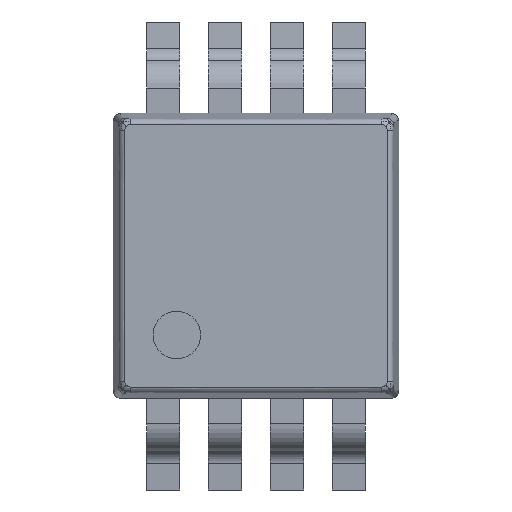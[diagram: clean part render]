
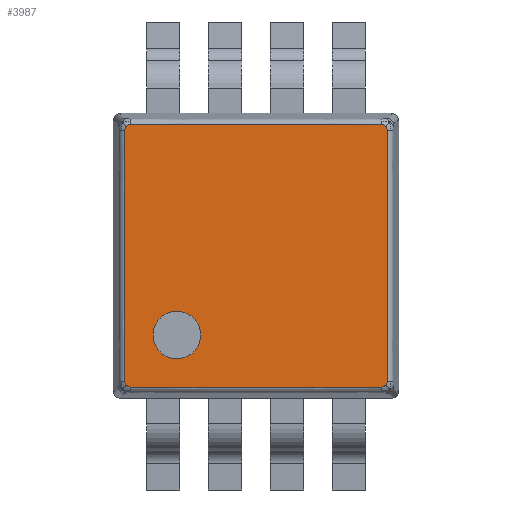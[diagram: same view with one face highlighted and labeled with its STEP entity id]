
A CAD part, top view. The second image highlights one B-rep face of the part: STEP entity #3987.
In plain terms, the highlighted planar face has unit normal (0, 0, 1).
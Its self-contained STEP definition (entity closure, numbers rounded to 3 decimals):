
#15=FACE_BOUND('',#849,.T.);
#182=B_SPLINE_CURVE_WITH_KNOTS('',3,(#9869,#9870,#9871,#9872),
 .UNSPECIFIED.,.F.,.F.,(4,4),(-0.207,0.057),
 .UNSPECIFIED.);
#189=B_SPLINE_CURVE_WITH_KNOTS('',3,(#10062,#10063,#10064,#10065),
 .UNSPECIFIED.,.F.,.F.,(4,4),(-0.207,0.057),
 .UNSPECIFIED.);
#191=B_SPLINE_CURVE_WITH_KNOTS('',3,(#10098,#10099,#10100,#10101),
 .UNSPECIFIED.,.F.,.F.,(4,4),(-0.207,0.057),
 .UNSPECIFIED.);
#195=B_SPLINE_CURVE_WITH_KNOTS('',3,(#10170,#10171,#10172,#10173),
 .UNSPECIFIED.,.F.,.F.,(4,4),(-0.207,0.057),
 .UNSPECIFIED.);
#613=FACE_OUTER_BOUND('',#848,.T.);
#848=EDGE_LOOP('',(#3644,#3645,#3646,#3647,#3648,#3649,#3650,#3651,#3652,
#3653,#3654,#3655));
#849=EDGE_LOOP('',(#3656));
#1405=CIRCLE('',#4195,0.057);
#1410=CIRCLE('',#4200,0.057);
#1422=CIRCLE('',#4212,0.057);
#1427=CIRCLE('',#4217,0.057);
#1469=CIRCLE('',#4260,0.25);
#1478=CIRCLE('',#4270,0.057);
#1479=CIRCLE('',#4271,0.057);
#1481=CIRCLE('',#4273,0.057);
#1482=CIRCLE('',#4274,0.057);
#1703=VERTEX_POINT('',#6071);
#1704=VERTEX_POINT('',#6078);
#1715=VERTEX_POINT('',#6329);
#1716=VERTEX_POINT('',#6336);
#1743=VERTEX_POINT('',#6943);
#1744=VERTEX_POINT('',#6950);
#1755=VERTEX_POINT('',#7201);
#1756=VERTEX_POINT('',#7208);
#1853=VERTEX_POINT('',#9316);
#1862=VERTEX_POINT('',#9787);
#1863=VERTEX_POINT('',#9830);
#1865=VERTEX_POINT('',#9980);
#1866=VERTEX_POINT('',#10023);
#2195=EDGE_CURVE('',#1703,#1704,#1405,.T.);
#2211=EDGE_CURVE('',#1715,#1716,#1410,.T.);
#2249=EDGE_CURVE('',#1743,#1744,#1422,.T.);
#2265=EDGE_CURVE('',#1755,#1756,#1427,.T.);
#2397=EDGE_CURVE('',#1853,#1853,#1469,.T.);
#2423=EDGE_CURVE('',#1862,#1755,#1478,.T.);
#2425=EDGE_CURVE('',#1863,#1743,#1479,.T.);
#2427=EDGE_CURVE('',#1756,#1863,#182,.T.);
#2433=EDGE_CURVE('',#1865,#1715,#1481,.T.);
#2435=EDGE_CURVE('',#1866,#1703,#1482,.T.);
#2437=EDGE_CURVE('',#1744,#1866,#189,.T.);
#2439=EDGE_CURVE('',#1704,#1865,#191,.T.);
#2443=EDGE_CURVE('',#1716,#1862,#195,.T.);
#3644=ORIENTED_EDGE('',*,*,#2435,.F.);
#3645=ORIENTED_EDGE('',*,*,#2437,.F.);
#3646=ORIENTED_EDGE('',*,*,#2249,.F.);
#3647=ORIENTED_EDGE('',*,*,#2425,.F.);
#3648=ORIENTED_EDGE('',*,*,#2427,.F.);
#3649=ORIENTED_EDGE('',*,*,#2265,.F.);
#3650=ORIENTED_EDGE('',*,*,#2423,.F.);
#3651=ORIENTED_EDGE('',*,*,#2443,.F.);
#3652=ORIENTED_EDGE('',*,*,#2211,.F.);
#3653=ORIENTED_EDGE('',*,*,#2433,.F.);
#3654=ORIENTED_EDGE('',*,*,#2439,.F.);
#3655=ORIENTED_EDGE('',*,*,#2195,.F.);
#3656=ORIENTED_EDGE('',*,*,#2397,.T.);
#3753=PLANE('',#4284);
#3987=ADVANCED_FACE('',(#613,#15),#3753,.T.);
#4195=AXIS2_PLACEMENT_3D('',#6079,#4887,#4888);
#4200=AXIS2_PLACEMENT_3D('',#6337,#4897,#4898);
#4212=AXIS2_PLACEMENT_3D('',#6951,#4921,#4922);
#4217=AXIS2_PLACEMENT_3D('',#7209,#4931,#4932);
#4260=AXIS2_PLACEMENT_3D('',#9317,#5017,#5018);
#4270=AXIS2_PLACEMENT_3D('',#9793,#5038,#5039);
#4271=AXIS2_PLACEMENT_3D('',#9836,#5040,#5041);
#4273=AXIS2_PLACEMENT_3D('',#9986,#5044,#5045);
#4274=AXIS2_PLACEMENT_3D('',#10029,#5046,#5047);
#4284=AXIS2_PLACEMENT_3D('',#10535,#5066,#5067);
#4887=DIRECTION('center_axis',(0.,0.,-1.));
#4888=DIRECTION('ref_axis',(0.707,-0.707,0.));
#4897=DIRECTION('center_axis',(0.,0.,-1.));
#4898=DIRECTION('ref_axis',(-0.707,-0.707,0.));
#4921=DIRECTION('center_axis',(0.,0.,-1.));
#4922=DIRECTION('ref_axis',(0.707,0.707,0.));
#4931=DIRECTION('center_axis',(0.,0.,-1.));
#4932=DIRECTION('ref_axis',(-0.707,0.707,0.));
#5017=DIRECTION('center_axis',(0.,0.,-1.));
#5018=DIRECTION('ref_axis',(-1.,0.,0.));
#5038=DIRECTION('center_axis',(0.,0.,-1.));
#5039=DIRECTION('ref_axis',(-0.707,0.707,0.));
#5040=DIRECTION('center_axis',(0.,0.,-1.));
#5041=DIRECTION('ref_axis',(0.707,0.707,0.));
#5044=DIRECTION('center_axis',(0.,0.,-1.));
#5045=DIRECTION('ref_axis',(-0.707,-0.707,0.));
#5046=DIRECTION('center_axis',(0.,0.,-1.));
#5047=DIRECTION('ref_axis',(0.707,-0.707,0.));
#5066=DIRECTION('center_axis',(0.,0.,1.));
#5067=DIRECTION('ref_axis',(1.,0.,0.));
#6071=CARTESIAN_POINT('',(1.363,-1.363,1.05));
#6078=CARTESIAN_POINT('',(1.322,-1.379,1.05));
#6079=CARTESIAN_POINT('Origin',(1.322,-1.322,1.05));
#6329=CARTESIAN_POINT('',(-1.363,-1.363,1.05));
#6336=CARTESIAN_POINT('',(-1.379,-1.322,1.05));
#6337=CARTESIAN_POINT('Origin',(-1.322,-1.322,1.05));
#6943=CARTESIAN_POINT('',(1.363,1.363,1.05));
#6950=CARTESIAN_POINT('',(1.379,1.322,1.05));
#6951=CARTESIAN_POINT('Origin',(1.322,1.322,1.05));
#7201=CARTESIAN_POINT('',(-1.363,1.363,1.05));
#7208=CARTESIAN_POINT('',(-1.322,1.379,1.05));
#7209=CARTESIAN_POINT('Origin',(-1.322,1.322,1.05));
#9316=CARTESIAN_POINT('',(-0.582,-0.832,1.05));
#9317=CARTESIAN_POINT('Origin',(-0.832,-0.832,1.05));
#9787=CARTESIAN_POINT('',(-1.379,1.322,1.05));
#9793=CARTESIAN_POINT('Origin',(-1.322,1.322,1.05));
#9830=CARTESIAN_POINT('',(1.322,1.379,1.05));
#9836=CARTESIAN_POINT('Origin',(1.322,1.322,1.05));
#9869=CARTESIAN_POINT('Ctrl Pts',(-1.322,1.379,1.05));
#9870=CARTESIAN_POINT('Ctrl Pts',(-0.441,1.379,1.05));
#9871=CARTESIAN_POINT('Ctrl Pts',(0.441,1.379,1.05));
#9872=CARTESIAN_POINT('Ctrl Pts',(1.322,1.379,1.05));
#9980=CARTESIAN_POINT('',(-1.322,-1.379,1.05));
#9986=CARTESIAN_POINT('Origin',(-1.322,-1.322,1.05));
#10023=CARTESIAN_POINT('',(1.379,-1.322,1.05));
#10029=CARTESIAN_POINT('Origin',(1.322,-1.322,1.05));
#10062=CARTESIAN_POINT('Ctrl Pts',(1.379,1.322,1.05));
#10063=CARTESIAN_POINT('Ctrl Pts',(1.379,0.441,1.05));
#10064=CARTESIAN_POINT('Ctrl Pts',(1.379,-0.441,
1.05));
#10065=CARTESIAN_POINT('Ctrl Pts',(1.379,-1.322,1.05));
#10098=CARTESIAN_POINT('Ctrl Pts',(1.322,-1.379,1.05));
#10099=CARTESIAN_POINT('Ctrl Pts',(0.441,-1.379,
1.05));
#10100=CARTESIAN_POINT('Ctrl Pts',(-0.441,-1.379,
1.05));
#10101=CARTESIAN_POINT('Ctrl Pts',(-1.322,-1.379,
1.05));
#10170=CARTESIAN_POINT('Ctrl Pts',(-1.379,-1.322,
1.05));
#10171=CARTESIAN_POINT('Ctrl Pts',(-1.379,-0.441,
1.05));
#10172=CARTESIAN_POINT('Ctrl Pts',(-1.379,0.441,
1.05));
#10173=CARTESIAN_POINT('Ctrl Pts',(-1.379,1.322,1.05));
#10535=CARTESIAN_POINT('Origin',(0.,0.,
1.05));
